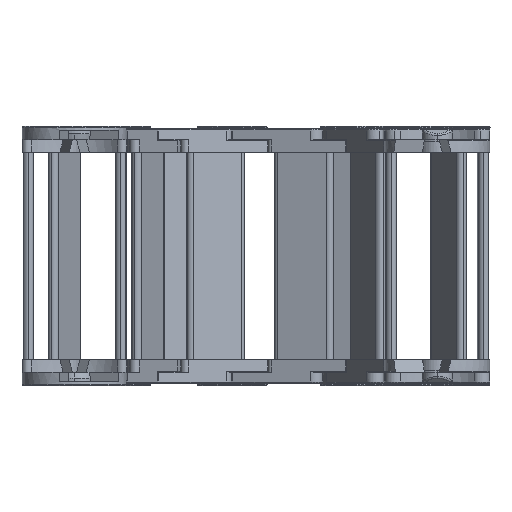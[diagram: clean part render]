
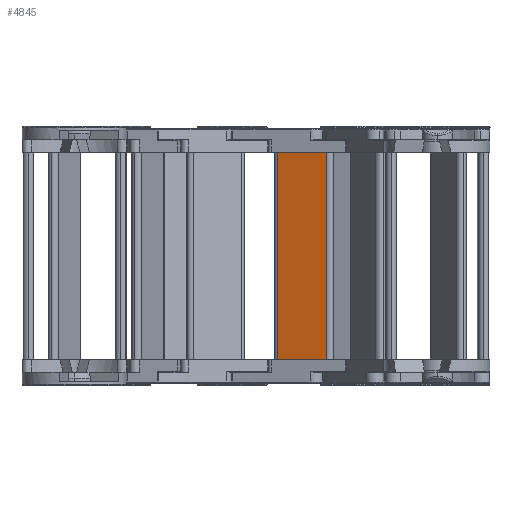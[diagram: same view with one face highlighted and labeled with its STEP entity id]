
A CAD part, left-side view. The second image highlights one B-rep face of the part: STEP entity #4845.
In plain terms, the highlighted face is planar.
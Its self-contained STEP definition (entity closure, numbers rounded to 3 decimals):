
#241 = ORIENTED_EDGE ( 'NONE', *, *, #2440, .F. ) ;
#573 = CARTESIAN_POINT ( 'NONE',  ( -6.7, 9.9, 22.9 ) ) ;
#592 = CARTESIAN_POINT ( 'NONE',  ( -7.7, 9.9, 22.9 ) ) ;
#726 = CARTESIAN_POINT ( 'NONE',  ( -6.7, 9.9, -17.1 ) ) ;
#730 = DIRECTION ( 'NONE',  ( -1., 0., 0. ) ) ;
#906 = DIRECTION ( 'NONE',  ( 0., 0., 1. ) ) ;
#928 = VECTOR ( 'NONE', #4368, 1000. ) ;
#1114 = VERTEX_POINT ( 'NONE', #2151 ) ;
#1249 = ORIENTED_EDGE ( 'NONE', *, *, #1721, .T. ) ;
#1268 = LINE ( 'NONE', #573, #3967 ) ;
#1721 = EDGE_CURVE ( 'NONE', #3322, #2446, #1268, .T. ) ;
#1892 = EDGE_CURVE ( 'NONE', #2446, #1114, #4406, .T. ) ;
#1991 = VECTOR ( 'NONE', #4979, 1000. ) ;
#2112 = LINE ( 'NONE', #2468, #1991 ) ;
#2151 = CARTESIAN_POINT ( 'NONE',  ( 3.3, 9.9, 22.9 ) ) ;
#2343 = EDGE_CURVE ( 'NONE', #1114, #3589, #3827, .T. ) ;
#2435 = PLANE ( 'NONE',  #5044 ) ;
#2440 = EDGE_CURVE ( 'NONE', #3322, #3589, #2112, .T. ) ;
#2446 = VERTEX_POINT ( 'NONE', #2483 ) ;
#2468 = CARTESIAN_POINT ( 'NONE',  ( -7.7, 9.9, -17.1 ) ) ;
#2483 = CARTESIAN_POINT ( 'NONE',  ( -6.7, 9.9, 22.9 ) ) ;
#2975 = FACE_OUTER_BOUND ( 'NONE', #3810, .T. ) ;
#3322 = VERTEX_POINT ( 'NONE', #726 ) ;
#3589 = VERTEX_POINT ( 'NONE', #5128 ) ;
#3810 = EDGE_LOOP ( 'NONE', ( #5446, #241, #1249, #4641 ) ) ;
#3827 = LINE ( 'NONE', #3941, #928 ) ;
#3941 = CARTESIAN_POINT ( 'NONE',  ( 3.3, 9.9, 7.9 ) ) ;
#3967 = VECTOR ( 'NONE', #906, 1000. ) ;
#4269 = VECTOR ( 'NONE', #4371, 1000. ) ;
#4368 = DIRECTION ( 'NONE',  ( 0., 0., -1. ) ) ;
#4371 = DIRECTION ( 'NONE',  ( 1., 0., 0. ) ) ;
#4406 = LINE ( 'NONE', #592, #4269 ) ;
#4504 = DIRECTION ( 'NONE',  ( 0., -1., 0. ) ) ;
#4519 = CARTESIAN_POINT ( 'NONE',  ( -7.7, 9.9, 22.9 ) ) ;
#4641 = ORIENTED_EDGE ( 'NONE', *, *, #1892, .T. ) ;
#4845 = ADVANCED_FACE ( 'NONE', ( #2975 ), #2435, .F. ) ;
#4979 = DIRECTION ( 'NONE',  ( 1., 0., 0. ) ) ;
#5044 = AXIS2_PLACEMENT_3D ( 'NONE', #4519, #4504, #730 ) ;
#5128 = CARTESIAN_POINT ( 'NONE',  ( 3.3, 9.9, -17.1 ) ) ;
#5446 = ORIENTED_EDGE ( 'NONE', *, *, #2343, .T. ) ;
